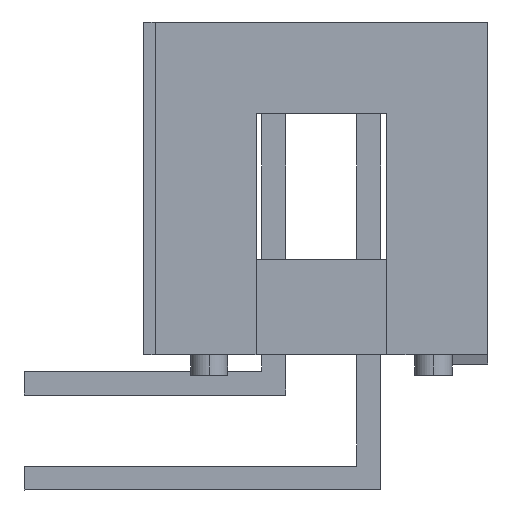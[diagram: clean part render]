
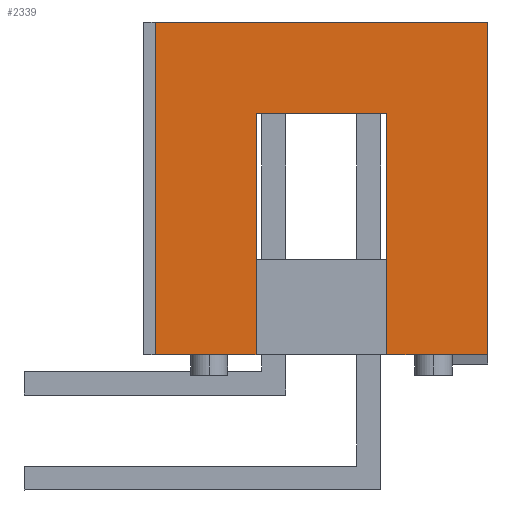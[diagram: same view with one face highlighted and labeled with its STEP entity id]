
A CAD part, left-side view. The second image highlights one B-rep face of the part: STEP entity #2339.
In plain terms, the highlighted free-form (B-spline) face has degree [1, 1] with [2, 2] control points.
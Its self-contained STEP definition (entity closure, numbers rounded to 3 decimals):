
#948=VERTEX_POINT('V54',#2614);
#991=VERTEX_POINT('V95',#2660);
#1186=EDGE_CURVE('E114',#1626,#1272,#2873,.T.);
#1262=VERTEX_POINT('V99',#2958);
#1272=VERTEX_POINT('V86',#2968);
#1324=VERTEX_POINT('V103',#3024);
#1505=EDGE_CURVE('E145',#948,#1262,#3217,.T.);
#1618=VERTEX_POINT('V55',#3348);
#1626=VERTEX_POINT('V88',#3357);
#1628=EDGE_CURVE('E144',#2278,#1618,#3359,.T.);
#1712=EDGE_CURVE('E143',#1324,#2278,#3450,.T.);
#1866=EDGE_CURVE('E128',#1262,#1626,#3622,.T.);
#1917=EDGE_CURVE('E68',#948,#1618,#3677,.T.);
#2137=EDGE_CURVE('E126',#1272,#991,#3923,.T.);
#2278=VERTEX_POINT('V104',#4075);
#2339=ADVANCED_FACE('F48',(#4142),#4143,.T.);
#2414=EDGE_CURVE('E142',#991,#1324,#4225,.T.);
#2614=CARTESIAN_POINT('',(-29.21,4.45,-8.9));
#2660=CARTESIAN_POINT('',(-29.21,-1.75,-8.9));
#2873=B_SPLINE_CURVE_WITH_KNOTS('',1,(#5154,#5155),.UNSPECIFIED.,.F.,.F.,(2,2),(0.0,1.0),.UNSPECIFIED.);
#2958=CARTESIAN_POINT('',(-29.21,1.75,-8.9));
#2968=CARTESIAN_POINT('',(-29.21,-1.75,-2.45));
#3024=CARTESIAN_POINT('',(-29.21,-4.45,-8.9));
#3217=B_SPLINE_CURVE_WITH_KNOTS('',1,(#5792,#5793),.UNSPECIFIED.,.F.,.F.,(2,2),(0.0,0.303),.UNSPECIFIED.);
#3348=CARTESIAN_POINT('',(-29.21,4.45,0.0));
#3357=CARTESIAN_POINT('',(-29.21,1.75,-2.45));
#3359=B_SPLINE_CURVE_WITH_KNOTS('',1,(#6034,#6035),.UNSPECIFIED.,.F.,.F.,(2,2),(0.0,1.0),.UNSPECIFIED.);
#3450=B_SPLINE_CURVE_WITH_KNOTS('',1,(#6190,#6191),.UNSPECIFIED.,.F.,.F.,(2,2),(0.0,1.0),.UNSPECIFIED.);
#3622=B_SPLINE_CURVE_WITH_KNOTS('',1,(#6569,#6570),.UNSPECIFIED.,.F.,.F.,(2,2),(0.0,5.244),.UNSPECIFIED.);
#3677=B_SPLINE_CURVE_WITH_KNOTS('',1,(#6680,#6681),.UNSPECIFIED.,.F.,.F.,(2,2),(0.0,4.363),.UNSPECIFIED.);
#3923=B_SPLINE_CURVE_WITH_KNOTS('',1,(#7180,#7181),.UNSPECIFIED.,.F.,.F.,(2,2),(0.0,1.843),.UNSPECIFIED.);
#4075=CARTESIAN_POINT('',(-29.21,-4.45,0.0));
#4142=FACE_OUTER_BOUND('',#7619,.T.);
#4143=B_SPLINE_SURFACE_WITH_KNOTS('',1,1,((#7620,#7621),(#7622,#7623)),.UNSPECIFIED.,.F.,.F.,.F.,(2,2),(2,2),(0.0,1.0),(0.0,1.0),.UNSPECIFIED.);
#4225=B_SPLINE_CURVE_WITH_KNOTS('',1,(#7779,#7780),.UNSPECIFIED.,.F.,.F.,(2,2),(0.697,1.0),.UNSPECIFIED.);
#5154=CARTESIAN_POINT('',(-29.21,1.75,-2.45));
#5155=CARTESIAN_POINT('',(-29.21,-1.75,-2.45));
#5792=CARTESIAN_POINT('',(-29.21,4.45,-8.9));
#5793=CARTESIAN_POINT('',(-29.21,1.75,-8.9));
#6034=CARTESIAN_POINT('',(-29.21,-4.45,0.0));
#6035=CARTESIAN_POINT('',(-29.21,4.45,0.0));
#6190=CARTESIAN_POINT('',(-29.21,-4.45,-8.9));
#6191=CARTESIAN_POINT('',(-29.21,-4.45,0.0));
#6569=CARTESIAN_POINT('',(-29.21,1.75,-8.9));
#6570=CARTESIAN_POINT('',(-29.21,1.75,-2.45));
#6680=CARTESIAN_POINT('',(-29.21,4.45,-8.9));
#6681=CARTESIAN_POINT('',(-29.21,4.45,0.0));
#7180=CARTESIAN_POINT('',(-29.21,-1.75,-2.45));
#7181=CARTESIAN_POINT('',(-29.21,-1.75,-8.9));
#7619=EDGE_LOOP('',(#8758,#8759,#8760,#8761,#8762,#8763,#8764,#8765));
#7620=CARTESIAN_POINT('',(-29.21,4.45,-8.9));
#7621=CARTESIAN_POINT('',(-29.21,4.45,0.0));
#7622=CARTESIAN_POINT('',(-29.21,-4.45,-8.9));
#7623=CARTESIAN_POINT('',(-29.21,-4.45,0.0));
#7779=CARTESIAN_POINT('',(-29.21,-1.75,-8.9));
#7780=CARTESIAN_POINT('',(-29.21,-4.45,-8.9));
#8758=ORIENTED_EDGE('',*,*,#1186,.T.);
#8759=ORIENTED_EDGE('',*,*,#2137,.T.);
#8760=ORIENTED_EDGE('',*,*,#2414,.T.);
#8761=ORIENTED_EDGE('',*,*,#1712,.T.);
#8762=ORIENTED_EDGE('',*,*,#1628,.T.);
#8763=ORIENTED_EDGE('',*,*,#1917,.F.);
#8764=ORIENTED_EDGE('',*,*,#1505,.T.);
#8765=ORIENTED_EDGE('',*,*,#1866,.T.);
